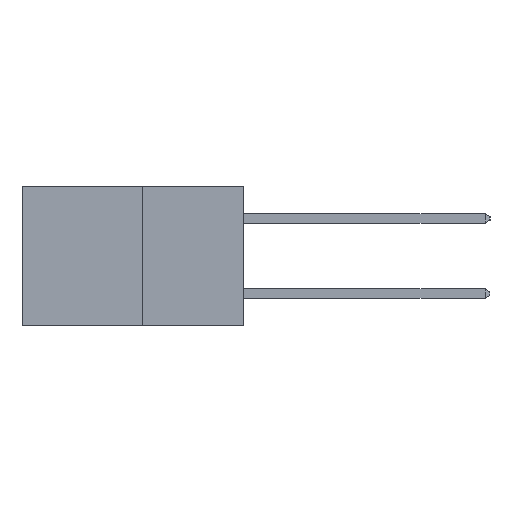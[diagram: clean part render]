
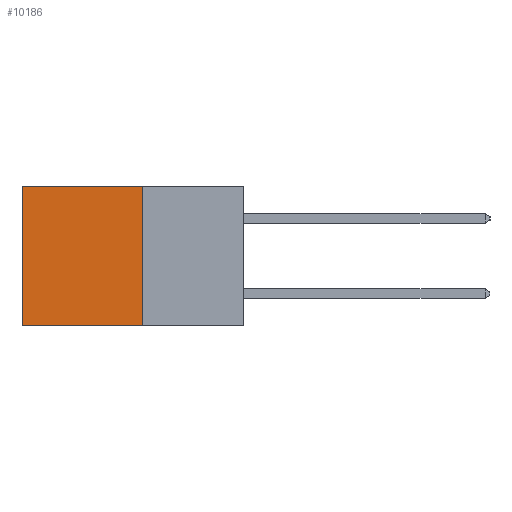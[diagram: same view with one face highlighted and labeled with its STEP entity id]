
A CAD part, left-side view. The second image highlights one B-rep face of the part: STEP entity #10186.
In plain terms, the highlighted planar face has unit normal (-1, 0, 0).
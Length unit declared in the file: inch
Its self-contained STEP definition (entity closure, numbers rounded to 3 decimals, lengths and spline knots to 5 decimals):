
#325 = EDGE_CURVE ( 'NONE', #14532, #12870, #14322, .T. ) ;
#601 = CARTESIAN_POINT ( 'NONE',  ( 0.277, 0.27, 0. ) ) ;
#1148 = CARTESIAN_POINT ( 'NONE',  ( 0.277, 0.59, -0.37 ) ) ;
#1430 = CARTESIAN_POINT ( 'NONE',  ( 0.277, 0.27, -0.37 ) ) ;
#1803 = ORIENTED_EDGE ( 'NONE', *, *, #7564, .F. ) ;
#2792 = CARTESIAN_POINT ( 'NONE',  ( 0.277, 0.27, -0.37 ) ) ;
#2836 = VERTEX_POINT ( 'NONE', #12700 ) ;
#2849 = CARTESIAN_POINT ( 'NONE',  ( 0.277, 0.27, 0. ) ) ;
#3078 = DIRECTION ( 'NONE',  ( 0., 0., -1. ) ) ;
#3261 = EDGE_CURVE ( 'NONE', #12870, #2836, #15317, .T. ) ;
#3458 = LINE ( 'NONE', #1430, #10067 ) ;
#4042 = DIRECTION ( 'NONE',  ( 1., 0., 0. ) ) ;
#6476 = VECTOR ( 'NONE', #6937, 39.37008 ) ;
#6937 = DIRECTION ( 'NONE',  ( 0., 1., 0. ) ) ;
#6950 = CARTESIAN_POINT ( 'NONE',  ( 0.277, 0.27, -0.37 ) ) ;
#7564 = EDGE_CURVE ( 'NONE', #10085, #2836, #13814, .T. ) ;
#8451 = EDGE_LOOP ( 'NONE', ( #8532, #1803, #14602, #11469 ) ) ;
#8532 = ORIENTED_EDGE ( 'NONE', *, *, #3261, .T. ) ;
#10067 = VECTOR ( 'NONE', #11551, 39.37008 ) ;
#10085 = VERTEX_POINT ( 'NONE', #12426 ) ;
#10186 = ADVANCED_FACE ( 'NONE', ( #12405 ), #11494, .F. ) ;
#11469 = ORIENTED_EDGE ( 'NONE', *, *, #325, .T. ) ;
#11483 = DIRECTION ( 'NONE',  ( 0., 1., 0. ) ) ;
#11486 = VECTOR ( 'NONE', #3078, 39.37008 ) ;
#11494 = PLANE ( 'NONE',  #12946 ) ;
#11551 = DIRECTION ( 'NONE',  ( 0., 0., -1. ) ) ;
#12226 = CARTESIAN_POINT ( 'NONE',  ( 0.277, 0.59, 0. ) ) ;
#12405 = FACE_OUTER_BOUND ( 'NONE', #8451, .T. ) ;
#12426 = CARTESIAN_POINT ( 'NONE',  ( 0.277, 0.27, -0.37 ) ) ;
#12685 = DIRECTION ( 'NONE',  ( 0., 0., -1. ) ) ;
#12700 = CARTESIAN_POINT ( 'NONE',  ( 0.277, 0.59, -0.37 ) ) ;
#12870 = VERTEX_POINT ( 'NONE', #12226 ) ;
#12946 = AXIS2_PLACEMENT_3D ( 'NONE', #2792, #4042, #12685 ) ;
#13814 = LINE ( 'NONE', #6950, #6476 ) ;
#13979 = VECTOR ( 'NONE', #11483, 39.37008 ) ;
#14322 = LINE ( 'NONE', #601, #13979 ) ;
#14530 = EDGE_CURVE ( 'NONE', #14532, #10085, #3458, .T. ) ;
#14532 = VERTEX_POINT ( 'NONE', #2849 ) ;
#14602 = ORIENTED_EDGE ( 'NONE', *, *, #14530, .F. ) ;
#15317 = LINE ( 'NONE', #1148, #11486 ) ;
